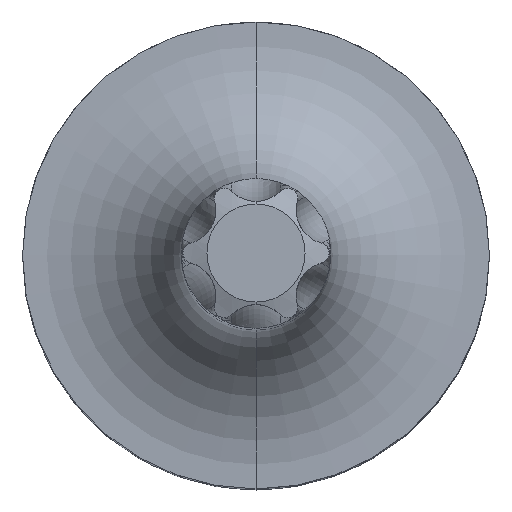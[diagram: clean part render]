
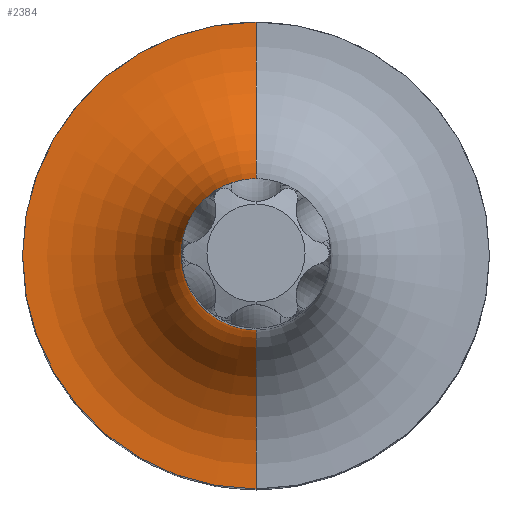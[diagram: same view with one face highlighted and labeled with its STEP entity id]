
A CAD part, top view. The second image highlights one B-rep face of the part: STEP entity #2384.
In plain terms, the highlighted toroidal (fillet/blend) face has major radius 12 mm and minor radius 8 mm.
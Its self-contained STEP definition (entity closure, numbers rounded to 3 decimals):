
#602=CARTESIAN_POINT('',(0.,-12.,32.984));
#603=DIRECTION('',(1.,0.,0.));
#604=DIRECTION('',(0.,-0.063,-0.998));
#605=AXIS2_PLACEMENT_3D('',#602,#603,#604);
#607=CARTESIAN_POINT('',(0.,0.,25.));
#608=DIRECTION('',(0.,0.,1.));
#609=DIRECTION('',(0.,1.,0.));
#610=AXIS2_PLACEMENT_3D('',#607,#608,#609);
#612=CARTESIAN_POINT('',(0.,12.,32.984));
#613=DIRECTION('',(-1.,0.,0.));
#614=DIRECTION('',(0.,0.063,-0.998));
#615=AXIS2_PLACEMENT_3D('',#612,#613,#614);
#617=CARTESIAN_POINT('',(0.,0.,32.984));
#618=DIRECTION('',(0.,0.,1.));
#619=DIRECTION('',(0.,1.,0.));
#620=AXIS2_PLACEMENT_3D('',#617,#618,#619);
#1840=CARTESIAN_POINT('',(0.,12.5,25.));
#1841=CARTESIAN_POINT('',(0.,-12.5,25.));
#1842=VERTEX_POINT('',#1840);
#1843=VERTEX_POINT('',#1841);
#1852=CARTESIAN_POINT('',(0.,4.,32.984));
#1853=CARTESIAN_POINT('',(0.,-4.,32.984));
#1854=VERTEX_POINT('',#1852);
#1855=VERTEX_POINT('',#1853);
#2370=CARTESIAN_POINT('',(0.,0.,32.984));
#2371=DIRECTION('',(0.,0.,-1.));
#2372=DIRECTION('',(0.,-1.,0.));
#2373=AXIS2_PLACEMENT_3D('',#2370,#2371,#2372);
#2374=TOROIDAL_SURFACE('',#2373,12.,8.);
#2376=ORIENTED_EDGE('',*,*,#2375,.T.);
#2378=ORIENTED_EDGE('',*,*,#2377,.F.);
#2379=ORIENTED_EDGE('',*,*,#1976,.F.);
#2381=ORIENTED_EDGE('',*,*,#2380,.T.);
#2382=EDGE_LOOP('',(#2376,#2378,#2379,#2381));
#2383=FACE_OUTER_BOUND('',#2382,.F.);
#2384=ADVANCED_FACE('',(#2383),#2374,.F.);
#606=CIRCLE('',#605,8.);
#611=CIRCLE('',#610,12.5);
#616=CIRCLE('',#615,8.);
#621=CIRCLE('',#620,4.);
#1976=EDGE_CURVE('',#1842,#1843,#611,.T.);
#2375=EDGE_CURVE('',#1854,#1855,#621,.T.);
#2377=EDGE_CURVE('',#1843,#1855,#606,.T.);
#2380=EDGE_CURVE('',#1842,#1854,#616,.T.);
